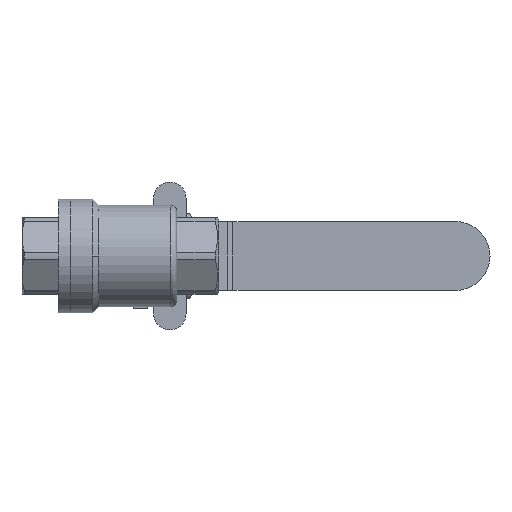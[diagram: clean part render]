
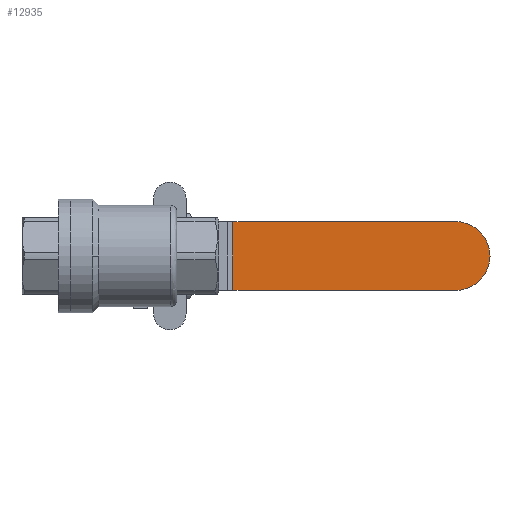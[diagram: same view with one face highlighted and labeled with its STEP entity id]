
A CAD part, left-side view. The second image highlights one B-rep face of the part: STEP entity #12935.
In plain terms, the highlighted planar face has unit normal (-1, 0, 0).
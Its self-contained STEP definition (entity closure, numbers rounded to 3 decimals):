
#1196 = CARTESIAN_POINT ( 'NONE',  ( 43.4, -83., -8.5 ) ) ;
#1768 = AXIS2_PLACEMENT_3D ( 'NONE', #2086, #16196, #30324 ) ;
#2086 = CARTESIAN_POINT ( 'NONE',  ( 43.4, -83., 0. ) ) ;
#2509 = DIRECTION ( 'NONE',  ( -1., 0., 0. ) ) ;
#4538 = CARTESIAN_POINT ( 'NONE',  ( 43.4, -28.071, -8.5 ) ) ;
#5987 = FACE_OUTER_BOUND ( 'NONE', #17331, .T. ) ;
#6966 = DIRECTION ( 'NONE',  ( 0., 0., -1. ) ) ;
#7161 = ORIENTED_EDGE ( 'NONE', *, *, #22889, .T. ) ;
#10177 = CARTESIAN_POINT ( 'NONE',  ( 43.4, -91.5, 8.5 ) ) ;
#11936 = VERTEX_POINT ( 'NONE', #4538 ) ;
#12460 = EDGE_CURVE ( 'NONE', #33024, #16686, #41882, .T. ) ;
#12935 = ADVANCED_FACE ( 'NONE', ( #5987 ), #20085, .T. ) ;
#12950 = CARTESIAN_POINT ( 'NONE',  ( 43.4, -91.5, -8.5 ) ) ;
#13241 = CARTESIAN_POINT ( 'NONE',  ( 43.4, -83., 8.5 ) ) ;
#13591 = VECTOR ( 'NONE', #27074, 1000. ) ;
#16196 = DIRECTION ( 'NONE',  ( -1., 0., 0. ) ) ;
#16618 = DIRECTION ( 'NONE',  ( 0., 0., 1. ) ) ;
#16686 = VERTEX_POINT ( 'NONE', #24915 ) ;
#17331 = EDGE_LOOP ( 'NONE', ( #42659, #7161, #18908, #40870 ) ) ;
#18332 = VECTOR ( 'NONE', #6966, 1000. ) ;
#18720 = EDGE_CURVE ( 'NONE', #32829, #33024, #21715, .T. ) ;
#18908 = ORIENTED_EDGE ( 'NONE', *, *, #18956, .T. ) ;
#18956 = EDGE_CURVE ( 'NONE', #11936, #32829, #44646, .T. ) ;
#20085 = PLANE ( 'NONE',  #22567 ) ;
#21715 = CIRCLE ( 'NONE', #1768, 8.5 ) ;
#22567 = AXIS2_PLACEMENT_3D ( 'NONE', #34216, #2509, #16618 ) ;
#22889 = EDGE_CURVE ( 'NONE', #16686, #11936, #24554, .T. ) ;
#24291 = DIRECTION ( 'NONE',  ( 0., 1., 0. ) ) ;
#24554 = LINE ( 'NONE', #38662, #18332 ) ;
#24915 = CARTESIAN_POINT ( 'NONE',  ( 43.4, -28.071, 8.5 ) ) ;
#27074 = DIRECTION ( 'NONE',  ( 0., -1., 0. ) ) ;
#30324 = DIRECTION ( 'NONE',  ( 0., 0., 1. ) ) ;
#32829 = VERTEX_POINT ( 'NONE', #1196 ) ;
#33024 = VERTEX_POINT ( 'NONE', #13241 ) ;
#34216 = CARTESIAN_POINT ( 'NONE',  ( 43.4, -91.5, 8.5 ) ) ;
#38662 = CARTESIAN_POINT ( 'NONE',  ( 43.4, -28.071, 8.5 ) ) ;
#38835 = VECTOR ( 'NONE', #24291, 1000. ) ;
#40870 = ORIENTED_EDGE ( 'NONE', *, *, #18720, .T. ) ;
#41882 = LINE ( 'NONE', #10177, #38835 ) ;
#42659 = ORIENTED_EDGE ( 'NONE', *, *, #12460, .T. ) ;
#44646 = LINE ( 'NONE', #12950, #13591 ) ;
